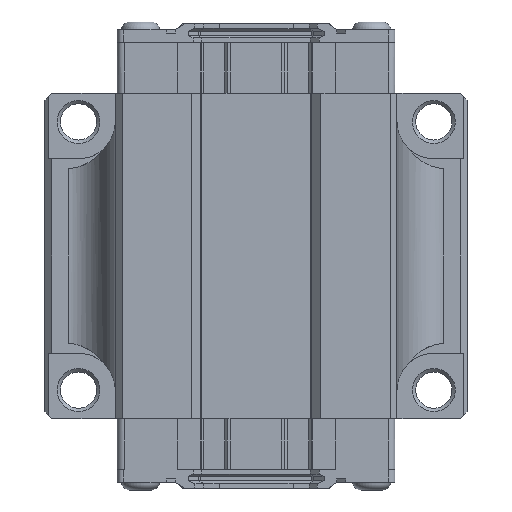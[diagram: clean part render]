
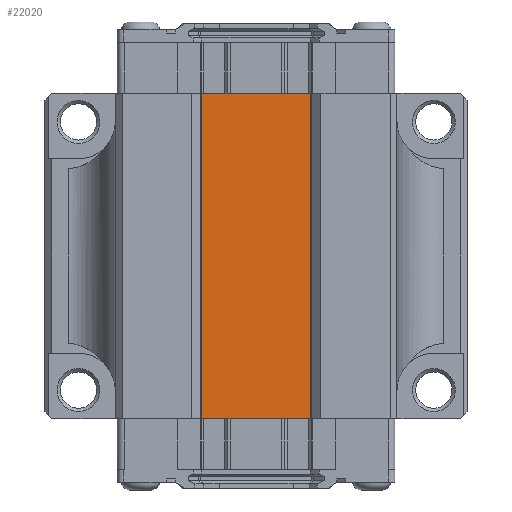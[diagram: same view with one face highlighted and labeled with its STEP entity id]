
A CAD part, front view. The second image highlights one B-rep face of the part: STEP entity #22020.
In plain terms, the highlighted planar face has unit normal (0, -1, 0).
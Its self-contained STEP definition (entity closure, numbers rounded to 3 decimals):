
#797=FACE_OUTER_BOUND('',#2047,.T.);
#2047=EDGE_LOOP('',(#14001,#14002,#14003,#14004,#14005,#14006,#14007,#14008));
#4096=LINE('',#31259,#6394);
#4178=LINE('',#31484,#6476);
#4201=LINE('',#31595,#6499);
#4202=LINE('',#31596,#6500);
#4203=LINE('',#31598,#6501);
#4204=LINE('',#31600,#6502);
#4205=LINE('',#31601,#6503);
#4206=LINE('',#31602,#6504);
#6394=VECTOR('',#25220,16.2);
#6476=VECTOR('',#25368,16.208);
#6499=VECTOR('',#25473,48.5);
#6500=VECTOR('',#25474,0.075);
#6501=VECTOR('',#25475,0.075);
#6502=VECTOR('',#25476,48.5);
#6503=VECTOR('',#25477,0.071);
#6504=VECTOR('',#25478,0.071);
#8702=VERTEX_POINT('',#31224);
#8719=VERTEX_POINT('',#31257);
#8812=VERTEX_POINT('',#31449);
#8829=VERTEX_POINT('',#31482);
#8875=VERTEX_POINT('',#31593);
#8876=VERTEX_POINT('',#31594);
#8877=VERTEX_POINT('',#31597);
#8878=VERTEX_POINT('',#31599);
#10743=EDGE_CURVE('',#8719,#8702,#4096,.T.);
#10853=EDGE_CURVE('',#8829,#8812,#4178,.T.);
#10899=EDGE_CURVE('',#8875,#8876,#4201,.T.);
#10900=EDGE_CURVE('',#8702,#8875,#4202,.T.);
#10901=EDGE_CURVE('',#8877,#8719,#4203,.T.);
#10902=EDGE_CURVE('',#8878,#8877,#4204,.T.);
#10903=EDGE_CURVE('',#8812,#8878,#4205,.T.);
#10904=EDGE_CURVE('',#8876,#8829,#4206,.T.);
#14001=ORIENTED_EDGE('',*,*,#10899,.F.);
#14002=ORIENTED_EDGE('',*,*,#10900,.F.);
#14003=ORIENTED_EDGE('',*,*,#10743,.F.);
#14004=ORIENTED_EDGE('',*,*,#10901,.F.);
#14005=ORIENTED_EDGE('',*,*,#10902,.F.);
#14006=ORIENTED_EDGE('',*,*,#10903,.F.);
#14007=ORIENTED_EDGE('',*,*,#10853,.F.);
#14008=ORIENTED_EDGE('',*,*,#10904,.F.);
#19942=PLANE('',#23351);
#22020=ADVANCED_FACE('',(#797),#19942,.F.);
#23351=AXIS2_PLACEMENT_3D('',#31592,#25471,#25472);
#25220=DIRECTION('',(1.,0.,0.));
#25368=DIRECTION('',(-1.,0.,0.));
#25471=DIRECTION('center_axis',(0.,1.,0.));
#25472=DIRECTION('ref_axis',(0.,0.,1.));
#25473=DIRECTION('',(0.,0.,-1.));
#25474=DIRECTION('',(1.,0.,0.));
#25475=DIRECTION('',(1.,0.,0.));
#25476=DIRECTION('',(0.,0.,1.));
#25477=DIRECTION('',(-1.,0.,0.));
#25478=DIRECTION('',(-1.,0.,0.));
#31224=CARTESIAN_POINT('',(8.1,2.897,24.25));
#31257=CARTESIAN_POINT('',(-8.1,2.897,24.25));
#31259=CARTESIAN_POINT('',(0.,2.897,24.25));
#31449=CARTESIAN_POINT('',(-8.104,2.897,-24.25));
#31482=CARTESIAN_POINT('',(8.104,2.897,-24.25));
#31484=CARTESIAN_POINT('',(8.175,2.897,-24.25));
#31592=CARTESIAN_POINT('Origin',(8.175,2.897,24.25));
#31593=CARTESIAN_POINT('',(8.175,2.897,24.25));
#31594=CARTESIAN_POINT('',(8.175,2.897,-24.25));
#31595=CARTESIAN_POINT('',(8.175,2.897,24.25));
#31596=CARTESIAN_POINT('',(4.067,2.897,24.25));
#31597=CARTESIAN_POINT('',(-8.175,2.897,24.25));
#31598=CARTESIAN_POINT('',(4.067,2.897,24.25));
#31599=CARTESIAN_POINT('',(-8.175,2.897,-24.25));
#31600=CARTESIAN_POINT('',(-8.175,2.897,24.25));
#31601=CARTESIAN_POINT('',(4.108,2.897,-24.25));
#31602=CARTESIAN_POINT('',(4.108,2.897,-24.25));
